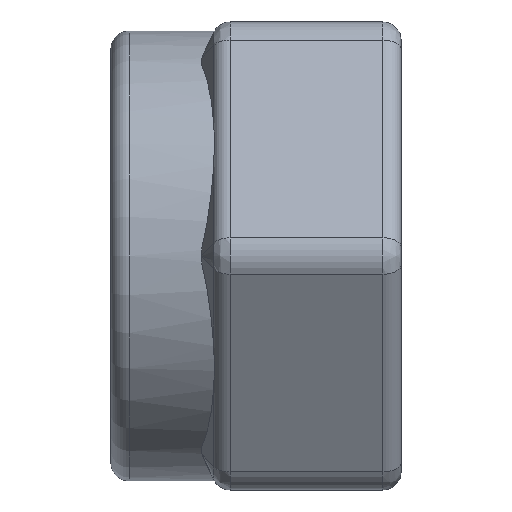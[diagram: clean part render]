
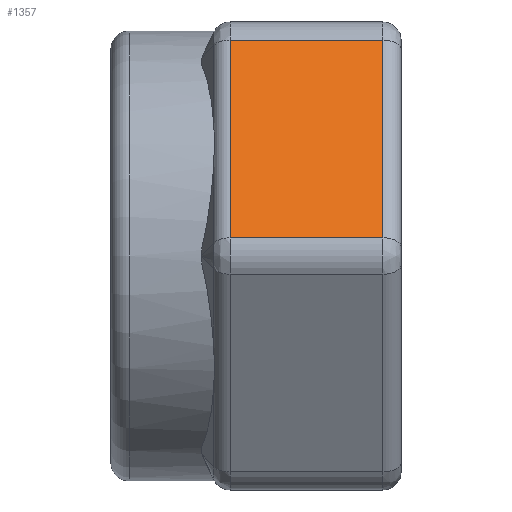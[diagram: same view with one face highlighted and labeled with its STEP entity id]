
A CAD part, left-side view. The second image highlights one B-rep face of the part: STEP entity #1357.
In plain terms, the highlighted planar face has unit normal (-0.866, 0, 0.5).
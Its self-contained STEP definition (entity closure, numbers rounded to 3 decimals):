
#151=PLANE('',#1528);
#225=FACE_OUTER_BOUND('',#315,.T.);
#315=EDGE_LOOP('',(#1145,#1146,#1147,#1148));
#359=LINE('',#2372,#442);
#380=LINE('',#2495,#463);
#386=LINE('',#2737,#469);
#414=LINE('',#2878,#497);
#442=VECTOR('',#1662,10.);
#463=VECTOR('',#1747,10.);
#469=VECTOR('',#1781,10.);
#497=VECTOR('',#1883,10.);
#614=VERTEX_POINT('',#2365);
#616=VERTEX_POINT('',#2370);
#641=VERTEX_POINT('',#2494);
#654=VERTEX_POINT('',#2736);
#744=EDGE_CURVE('',#616,#614,#359,.T.);
#786=EDGE_CURVE('',#614,#641,#380,.T.);
#807=EDGE_CURVE('',#641,#654,#386,.T.);
#859=EDGE_CURVE('',#654,#616,#414,.T.);
#1145=ORIENTED_EDGE('',*,*,#744,.F.);
#1146=ORIENTED_EDGE('',*,*,#859,.F.);
#1147=ORIENTED_EDGE('',*,*,#807,.F.);
#1148=ORIENTED_EDGE('',*,*,#786,.F.);
#1357=ADVANCED_FACE('',(#225),#151,.T.);
#1528=AXIS2_PLACEMENT_3D('',#2877,#1881,#1882);
#1662=DIRECTION('',(-0.5,0.,-0.866));
#1747=DIRECTION('',(0.,1.,0.));
#1781=DIRECTION('',(0.5,0.,0.866));
#1881=DIRECTION('center_axis',(-0.866,0.,0.5));
#1882=DIRECTION('ref_axis',(0.5,0.,0.866));
#1883=DIRECTION('',(0.,-1.,0.));
#2365=CARTESIAN_POINT('',(-7.159,0.5,0.5));
#2370=CARTESIAN_POINT('',(-4.013,0.5,5.95));
#2372=CARTESIAN_POINT('',(-6.517,0.5,1.613));
#2494=CARTESIAN_POINT('',(-7.159,4.715,0.5));
#2495=CARTESIAN_POINT('',(-7.159,0.,0.5));
#2736=CARTESIAN_POINT('',(-4.013,4.715,5.95));
#2737=CARTESIAN_POINT('',(-6.982,4.715,0.806));
#2877=CARTESIAN_POINT('Origin',(-7.448,0.,0.));
#2878=CARTESIAN_POINT('',(-4.013,0.,5.95));
